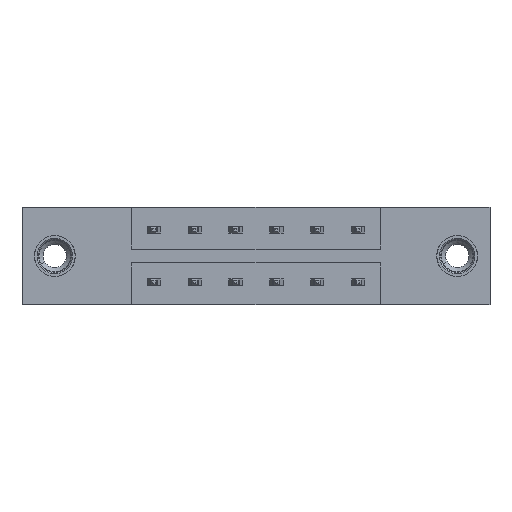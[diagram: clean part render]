
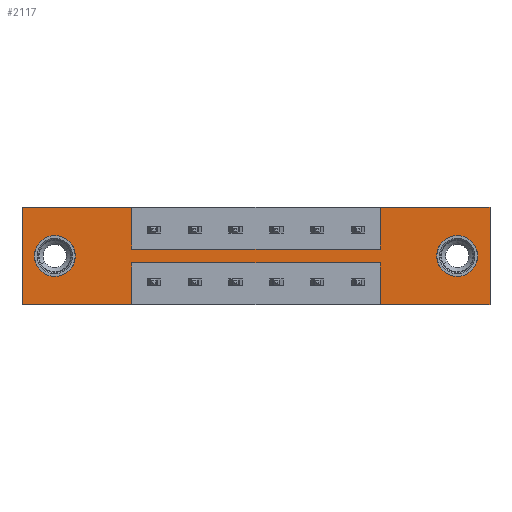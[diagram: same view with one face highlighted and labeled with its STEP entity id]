
A CAD part, front view. The second image highlights one B-rep face of the part: STEP entity #2117.
In plain terms, the highlighted planar face has unit normal (0, -1, 0).
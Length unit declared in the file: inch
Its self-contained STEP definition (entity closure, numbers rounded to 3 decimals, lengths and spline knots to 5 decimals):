
#66 = ORIENTED_EDGE ( 'NONE', *, *, #8437, .F. ) ;
#103 = VECTOR ( 'NONE', #2690, 39.37008 ) ;
#105 = EDGE_CURVE ( 'NONE', #5281, #1364, #4861, .T. ) ;
#140 = EDGE_LOOP ( 'NONE', ( #5406, #7418 ) ) ;
#265 = CARTESIAN_POINT ( 'NONE',  ( 0.4175, 0., -0.1585 ) ) ;
#292 = ORIENTED_EDGE ( 'NONE', *, *, #1099, .F. ) ;
#351 = DIRECTION ( 'NONE',  ( -1., 0., 0. ) ) ;
#538 = ORIENTED_EDGE ( 'NONE', *, *, #718, .F. ) ;
#604 = DIRECTION ( 'NONE',  ( 0., 1., 0. ) ) ;
#653 = VERTEX_POINT ( 'NONE', #4150 ) ;
#666 = VERTEX_POINT ( 'NONE', #6855 ) ;
#669 = EDGE_CURVE ( 'NONE', #1567, #8977, #5920, .T. ) ;
#718 = EDGE_CURVE ( 'NONE', #3612, #5281, #9379, .T. ) ;
#732 = VERTEX_POINT ( 'NONE', #902 ) ;
#902 = CARTESIAN_POINT ( 'NONE',  ( 1.784, 0., 0. ) ) ;
#942 = EDGE_LOOP ( 'NONE', ( #9342, #5642, #7645, #1843, #66, #2099, #4101, #292, #2338, #8347, #538, #6595 ) ) ;
#1046 = VECTOR ( 'NONE', #6505, 39.37008 ) ;
#1067 = VECTOR ( 'NONE', #351, 39.37008 ) ;
#1085 = EDGE_CURVE ( 'NONE', #1364, #653, #3093, .T. ) ;
#1099 = EDGE_CURVE ( 'NONE', #653, #4325, #8374, .T. ) ;
#1191 = EDGE_CURVE ( 'NONE', #732, #2800, #1633, .T. ) ;
#1205 = CARTESIAN_POINT ( 'NONE',  ( 0.4175, 0., -0.2115 ) ) ;
#1339 = EDGE_CURVE ( 'NONE', #5762, #732, #6253, .T. ) ;
#1364 = VERTEX_POINT ( 'NONE', #7942 ) ;
#1567 = VERTEX_POINT ( 'NONE', #3517 ) ;
#1633 = LINE ( 'NONE', #8213, #9373 ) ;
#1745 = CARTESIAN_POINT ( 'NONE',  ( 0., 0., -0.37 ) ) ;
#1843 = ORIENTED_EDGE ( 'NONE', *, *, #1339, .F. ) ;
#1929 = FACE_OUTER_BOUND ( 'NONE', #942, .T. ) ;
#1973 = LINE ( 'NONE', #4251, #7757 ) ;
#2099 = ORIENTED_EDGE ( 'NONE', *, *, #4406, .F. ) ;
#2117 = ADVANCED_FACE ( 'NONE', ( #3948, #5963, #1929 ), #8111, .T. ) ;
#2188 = CARTESIAN_POINT ( 'NONE',  ( 1.3665, 0., -0.1585 ) ) ;
#2243 = VERTEX_POINT ( 'NONE', #2188 ) ;
#2338 = ORIENTED_EDGE ( 'NONE', *, *, #1085, .F. ) ;
#2381 = LINE ( 'NONE', #2442, #103 ) ;
#2442 = CARTESIAN_POINT ( 'NONE',  ( 0.4175, 0., -0.1585 ) ) ;
#2606 = VECTOR ( 'NONE', #7921, 39.37008 ) ;
#2660 = CARTESIAN_POINT ( 'NONE',  ( 0.125, 0., -0.185 ) ) ;
#2690 = DIRECTION ( 'NONE',  ( 1., 0., 0. ) ) ;
#2750 = CARTESIAN_POINT ( 'NONE',  ( 1.3665, 0., -0.1585 ) ) ;
#2800 = VERTEX_POINT ( 'NONE', #3969 ) ;
#2897 = AXIS2_PLACEMENT_3D ( 'NONE', #1745, #7797, #7759 ) ;
#3093 = LINE ( 'NONE', #4240, #2606 ) ;
#3381 = CIRCLE ( 'NONE', #8090, 0.078 ) ;
#3405 = DIRECTION ( 'NONE',  ( 0., 0., 1. ) ) ;
#3499 = VECTOR ( 'NONE', #5582, 39.37008 ) ;
#3517 = CARTESIAN_POINT ( 'NONE',  ( 1.659, 0., -0.107 ) ) ;
#3568 = CARTESIAN_POINT ( 'NONE',  ( 0.4175, 0., 0. ) ) ;
#3612 = VERTEX_POINT ( 'NONE', #1205 ) ;
#3731 = DIRECTION ( 'NONE',  ( 0., 1., 0. ) ) ;
#3948 = FACE_BOUND ( 'NONE', #9653, .T. ) ;
#3969 = CARTESIAN_POINT ( 'NONE',  ( 1.784, 0., -0.37 ) ) ;
#4057 = DIRECTION ( 'NONE',  ( -1., 0., 0. ) ) ;
#4097 = CARTESIAN_POINT ( 'NONE',  ( 0., 0., -0.37 ) ) ;
#4101 = ORIENTED_EDGE ( 'NONE', *, *, #7630, .F. ) ;
#4150 = CARTESIAN_POINT ( 'NONE',  ( 0., 0., 0. ) ) ;
#4162 = CARTESIAN_POINT ( 'NONE',  ( 0.4175, 0., -0.2115 ) ) ;
#4240 = CARTESIAN_POINT ( 'NONE',  ( 0., 0., 0. ) ) ;
#4251 = CARTESIAN_POINT ( 'NONE',  ( 0.4175, 0., -0.2115 ) ) ;
#4276 = CARTESIAN_POINT ( 'NONE',  ( 0.125, 0., -0.107 ) ) ;
#4287 = VERTEX_POINT ( 'NONE', #4276 ) ;
#4294 = EDGE_CURVE ( 'NONE', #2800, #7828, #6876, .T. ) ;
#4325 = VERTEX_POINT ( 'NONE', #3568 ) ;
#4406 = EDGE_CURVE ( 'NONE', #9284, #2243, #2381, .T. ) ;
#4440 = CARTESIAN_POINT ( 'NONE',  ( 0., 0., -0.37 ) ) ;
#4482 = VECTOR ( 'NONE', #6748, 39.37008 ) ;
#4631 = DIRECTION ( 'NONE',  ( 0., 0., -1. ) ) ;
#4855 = VECTOR ( 'NONE', #4057, 39.37008 ) ;
#4861 = LINE ( 'NONE', #4097, #1067 ) ;
#4943 = CIRCLE ( 'NONE', #7483, 0.078 ) ;
#5002 = CARTESIAN_POINT ( 'NONE',  ( 1.659, 0., -0.263 ) ) ;
#5165 = CARTESIAN_POINT ( 'NONE',  ( 0.125, 0., -0.185 ) ) ;
#5281 = VERTEX_POINT ( 'NONE', #9170 ) ;
#5302 = CARTESIAN_POINT ( 'NONE',  ( 0., 0., 0. ) ) ;
#5406 = ORIENTED_EDGE ( 'NONE', *, *, #7923, .T. ) ;
#5543 = DIRECTION ( 'NONE',  ( 0., 0., 1. ) ) ;
#5582 = DIRECTION ( 'NONE',  ( 0., 0., -1. ) ) ;
#5586 = CARTESIAN_POINT ( 'NONE',  ( 1.3665, 0., -0.2115 ) ) ;
#5642 = ORIENTED_EDGE ( 'NONE', *, *, #4294, .F. ) ;
#5742 = VERTEX_POINT ( 'NONE', #7033 ) ;
#5762 = VERTEX_POINT ( 'NONE', #6864 ) ;
#5866 = DIRECTION ( 'NONE',  ( 1., 0., 0. ) ) ;
#5917 = DIRECTION ( 'NONE',  ( 0., 0., 1. ) ) ;
#5920 = CIRCLE ( 'NONE', #6216, 0.078 ) ;
#5963 = FACE_BOUND ( 'NONE', #140, .T. ) ;
#6006 = EDGE_CURVE ( 'NONE', #7828, #5742, #7760, .T. ) ;
#6144 = AXIS2_PLACEMENT_3D ( 'NONE', #8265, #3731, #8984 ) ;
#6216 = AXIS2_PLACEMENT_3D ( 'NONE', #8540, #8455, #4631 ) ;
#6243 = CIRCLE ( 'NONE', #6144, 0.078 ) ;
#6253 = LINE ( 'NONE', #6878, #4482 ) ;
#6382 = VECTOR ( 'NONE', #5866, 39.37008 ) ;
#6505 = DIRECTION ( 'NONE',  ( 0., 0., 1. ) ) ;
#6595 = ORIENTED_EDGE ( 'NONE', *, *, #9641, .F. ) ;
#6748 = DIRECTION ( 'NONE',  ( 1., 0., 0. ) ) ;
#6855 = CARTESIAN_POINT ( 'NONE',  ( 0.125, 0., -0.263 ) ) ;
#6864 = CARTESIAN_POINT ( 'NONE',  ( 1.3665, 0., 0. ) ) ;
#6876 = LINE ( 'NONE', #4440, #4855 ) ;
#6878 = CARTESIAN_POINT ( 'NONE',  ( 0., 0., 0. ) ) ;
#7033 = CARTESIAN_POINT ( 'NONE',  ( 1.3665, 0., -0.2115 ) ) ;
#7177 = ORIENTED_EDGE ( 'NONE', *, *, #669, .T. ) ;
#7418 = ORIENTED_EDGE ( 'NONE', *, *, #9537, .T. ) ;
#7447 = DIRECTION ( 'NONE',  ( 0., 0., -1. ) ) ;
#7483 = AXIS2_PLACEMENT_3D ( 'NONE', #2660, #7915, #3405 ) ;
#7521 = LINE ( 'NONE', #265, #3499 ) ;
#7630 = EDGE_CURVE ( 'NONE', #4325, #9284, #7521, .T. ) ;
#7645 = ORIENTED_EDGE ( 'NONE', *, *, #1191, .F. ) ;
#7681 = VECTOR ( 'NONE', #7447, 39.37008 ) ;
#7757 = VECTOR ( 'NONE', #9473, 39.37008 ) ;
#7759 = DIRECTION ( 'NONE',  ( 0., 0., -1. ) ) ;
#7760 = LINE ( 'NONE', #5586, #9699 ) ;
#7797 = DIRECTION ( 'NONE',  ( 0., -1., 0. ) ) ;
#7828 = VERTEX_POINT ( 'NONE', #8055 ) ;
#7915 = DIRECTION ( 'NONE',  ( 0., 1., 0. ) ) ;
#7921 = DIRECTION ( 'NONE',  ( 0., 0., 1. ) ) ;
#7923 = EDGE_CURVE ( 'NONE', #4287, #666, #3381, .T. ) ;
#7942 = CARTESIAN_POINT ( 'NONE',  ( 0., 0., -0.37 ) ) ;
#8055 = CARTESIAN_POINT ( 'NONE',  ( 1.3665, 0., -0.37 ) ) ;
#8090 = AXIS2_PLACEMENT_3D ( 'NONE', #5165, #604, #5917 ) ;
#8111 = PLANE ( 'NONE',  #2897 ) ;
#8213 = CARTESIAN_POINT ( 'NONE',  ( 1.784, 0., 0. ) ) ;
#8265 = CARTESIAN_POINT ( 'NONE',  ( 1.659, 0., -0.185 ) ) ;
#8347 = ORIENTED_EDGE ( 'NONE', *, *, #105, .F. ) ;
#8374 = LINE ( 'NONE', #5302, #6382 ) ;
#8437 = EDGE_CURVE ( 'NONE', #2243, #5762, #9058, .T. ) ;
#8455 = DIRECTION ( 'NONE',  ( 0., 1., 0. ) ) ;
#8540 = CARTESIAN_POINT ( 'NONE',  ( 1.659, 0., -0.185 ) ) ;
#8901 = DIRECTION ( 'NONE',  ( 0., 0., -1. ) ) ;
#8977 = VERTEX_POINT ( 'NONE', #5002 ) ;
#8984 = DIRECTION ( 'NONE',  ( 0., 0., -1. ) ) ;
#9058 = LINE ( 'NONE', #2750, #1046 ) ;
#9073 = CARTESIAN_POINT ( 'NONE',  ( 0.4175, 0., -0.1585 ) ) ;
#9128 = ORIENTED_EDGE ( 'NONE', *, *, #9175, .T. ) ;
#9170 = CARTESIAN_POINT ( 'NONE',  ( 0.4175, 0., -0.37 ) ) ;
#9175 = EDGE_CURVE ( 'NONE', #8977, #1567, #6243, .T. ) ;
#9284 = VERTEX_POINT ( 'NONE', #9073 ) ;
#9342 = ORIENTED_EDGE ( 'NONE', *, *, #6006, .F. ) ;
#9373 = VECTOR ( 'NONE', #8901, 39.37008 ) ;
#9379 = LINE ( 'NONE', #4162, #7681 ) ;
#9473 = DIRECTION ( 'NONE',  ( -1., 0., 0. ) ) ;
#9537 = EDGE_CURVE ( 'NONE', #666, #4287, #4943, .T. ) ;
#9641 = EDGE_CURVE ( 'NONE', #5742, #3612, #1973, .T. ) ;
#9653 = EDGE_LOOP ( 'NONE', ( #7177, #9128 ) ) ;
#9699 = VECTOR ( 'NONE', #5543, 39.37008 ) ;
